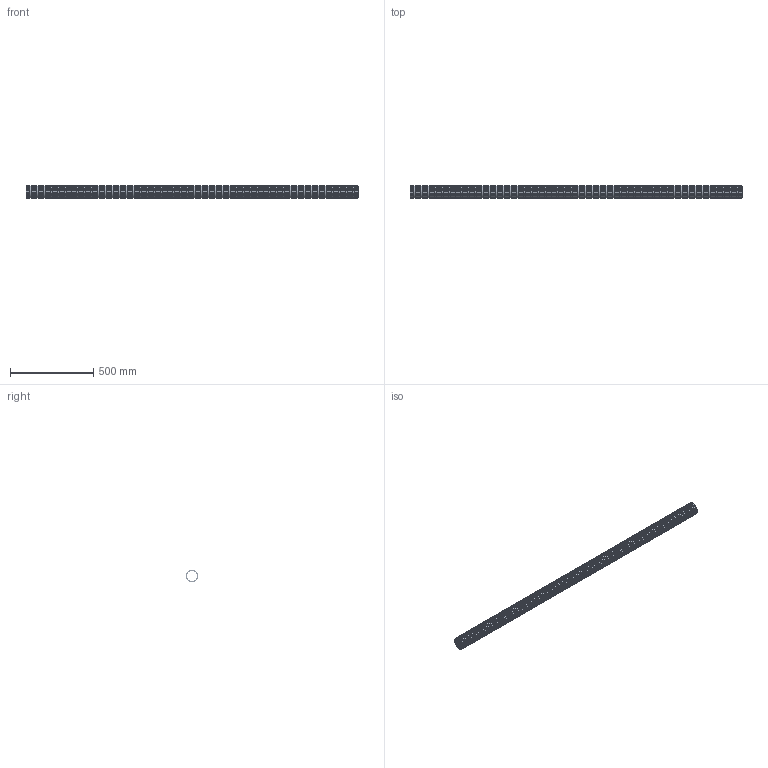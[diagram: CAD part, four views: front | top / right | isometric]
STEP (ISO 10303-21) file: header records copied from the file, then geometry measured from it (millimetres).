
FILE_DESCRIPTION (( 'STEP AP203' ), '1' );
FILE_NAME ('CTG12-075-K04-050.STEP', '2016-06-16T07:17:34', ( '' ), ( '' ), 'SwSTEP 2.0', 'SolidWorks 2014', '' );
FILE_SCHEMA (( 'CONFIG_CONTROL_DESIGN' ));
Length unit declared in the file: millimetre
Products named in the file (1): CTG12-075-K04-050
Bounding box: 1997.2 x 75 x 75 mm (x, y, z)
Volume: 566230.1 mm3; surface area: 2367416.3 mm2
Topology: 1 solids, 191 shells, 1524 faces, 2476 edges, 1714 vertices
Faces by surface type: plane 762, cylinder 762
Full cylindrical faces by diameter (mm): 61 x1, 61.4 x190, 63 x191, 73.8 x190, 75 x190
Entity records: 30945 total; most frequent: DIRECTION 6098, CARTESIAN_POINT 4573, AXIS2_PLACEMENT_3D 3049, ORIENTED_EDGE 3048, EDGE_LOOP 3048, FACE_OUTER_BOUND 2286, EDGE_CURVE 1524, ADVANCED_FACE 1524
